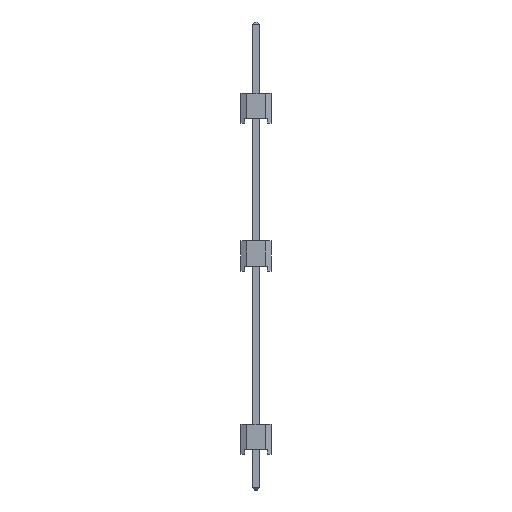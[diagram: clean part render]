
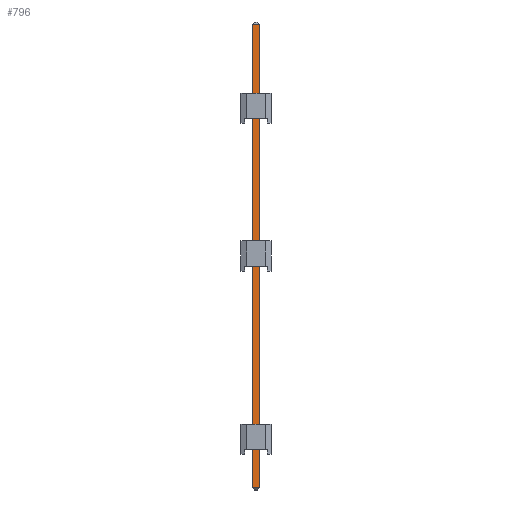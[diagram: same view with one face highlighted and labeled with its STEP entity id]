
A CAD part, left-side view. The second image highlights one B-rep face of the part: STEP entity #796.
In plain terms, the highlighted planar face has unit normal (-1, 0, 0).
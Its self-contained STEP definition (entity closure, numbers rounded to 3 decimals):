
#796 = ADVANCED_FACE( '', ( #1932 ), #1933, .F. );
#1932 = FACE_OUTER_BOUND( '', #3472, .T. );
#1933 = PLANE( '', #3473 );
#3472 = EDGE_LOOP( '', ( #5853, #5854, #5855, #5856 ) );
#3473 = AXIS2_PLACEMENT_3D( '', #5857, #5858, #5859 );
#5853 = ORIENTED_EDGE( '', *, *, #9952, .T. );
#5854 = ORIENTED_EDGE( '', *, *, #9608, .T. );
#5855 = ORIENTED_EDGE( '', *, *, #9953, .F. );
#5856 = ORIENTED_EDGE( '', *, *, #9954, .T. );
#5857 = CARTESIAN_POINT( '', ( -0.32, -0.32, 19.74 ) );
#5858 = DIRECTION( '', ( 1., 0., 0. ) );
#5859 = DIRECTION( '', ( 0., 0., -1. ) );
#9608 = EDGE_CURVE( '', #11753, #11751, #11754, .T. );
#9952 = EDGE_CURVE( '', #12261, #11753, #12321, .T. );
#9953 = EDGE_CURVE( '', #11330, #11751, #12322, .T. );
#9954 = EDGE_CURVE( '', #11330, #12261, #12323, .T. );
#11330 = VERTEX_POINT( '', #14213 );
#11751 = VERTEX_POINT( '', #14830 );
#11753 = VERTEX_POINT( '', #14833 );
#11754 = LINE( '', #14834, #14835 );
#12261 = VERTEX_POINT( '', #15583 );
#12321 = LINE( '', #15672, #15673 );
#12322 = LINE( '', #15674, #15675 );
#12323 = LINE( '', #15676, #15677 );
#14213 = CARTESIAN_POINT( '', ( -0.32, -0.32, 19.54 ) );
#14830 = CARTESIAN_POINT( '', ( -0.32, -0.32, -19.54 ) );
#14833 = CARTESIAN_POINT( '', ( -0.32, 0.32, -19.54 ) );
#14834 = CARTESIAN_POINT( '', ( -0.32, -0.32, -19.54 ) );
#14835 = VECTOR( '', #18274, 1000. );
#15583 = CARTESIAN_POINT( '', ( -0.32, 0.32, 19.54 ) );
#15672 = CARTESIAN_POINT( '', ( -0.32, 0.32, 19.74 ) );
#15673 = VECTOR( '', #18545, 1000. );
#15674 = CARTESIAN_POINT( '', ( -0.32, -0.32, 19.74 ) );
#15675 = VECTOR( '', #18546, 1000. );
#15676 = CARTESIAN_POINT( '', ( -0.32, -0.32, 19.54 ) );
#15677 = VECTOR( '', #18547, 1000. );
#18274 = DIRECTION( '', ( 0., -1., 0. ) );
#18545 = DIRECTION( '', ( 0., 0., -1. ) );
#18546 = DIRECTION( '', ( 0., 0., -1. ) );
#18547 = DIRECTION( '', ( 0., 1., 0. ) );
